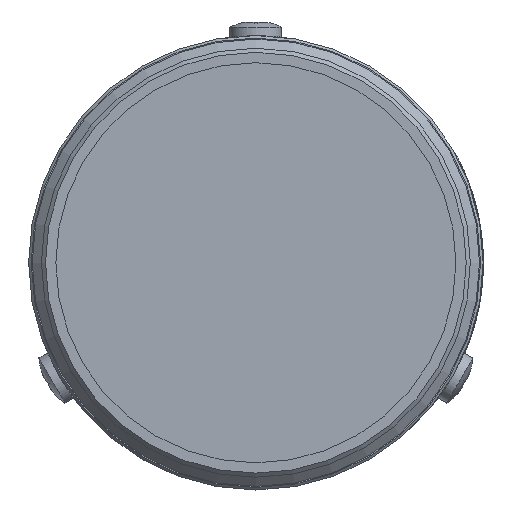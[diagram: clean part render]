
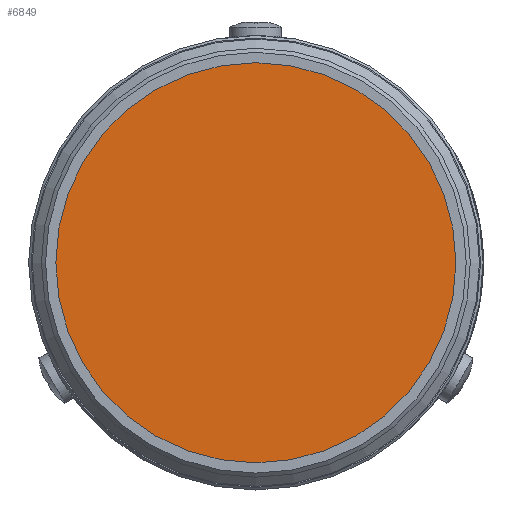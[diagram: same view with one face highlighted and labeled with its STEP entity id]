
A CAD part, front view. The second image highlights one B-rep face of the part: STEP entity #6849.
In plain terms, the highlighted planar face has unit normal (0, -1, 0).
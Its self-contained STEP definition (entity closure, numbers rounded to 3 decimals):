
#325=PLANE($,#7386);
#1772=FACE_OUTER_BOUND($,#2193,.T.);
#2193=EDGE_LOOP($,(#6265));
#2389=CIRCLE($,#7385,39.264);
#3369=VERTEX_POINT($,#15420);
#4360=EDGE_CURVE($,#3369,#3369,#2389,.T.);
#6265=ORIENTED_EDGE($,*,*,#4360,.T.);
#6849=ADVANCED_FACE($,(#1772),#325,.T.);
#7385=AXIS2_PLACEMENT_3D($,#15421,#8947,#8948);
#7386=AXIS2_PLACEMENT_3D($,#15422,#8949,#8950);
#8947=DIRECTION('center_axis',(0.,-1.,0.));
#8948=DIRECTION('ref_axis',(1.,0.,0.));
#8949=DIRECTION('center_axis',(0.,-1.,0.));
#8950=DIRECTION('ref_axis',(0.,0.,-1.));
#15420=CARTESIAN_POINT('',(39.264,95.3,0.));
#15421=CARTESIAN_POINT('Origin',(0.,95.3,0.));
#15422=CARTESIAN_POINT('Origin',(0.,95.3,0.));
